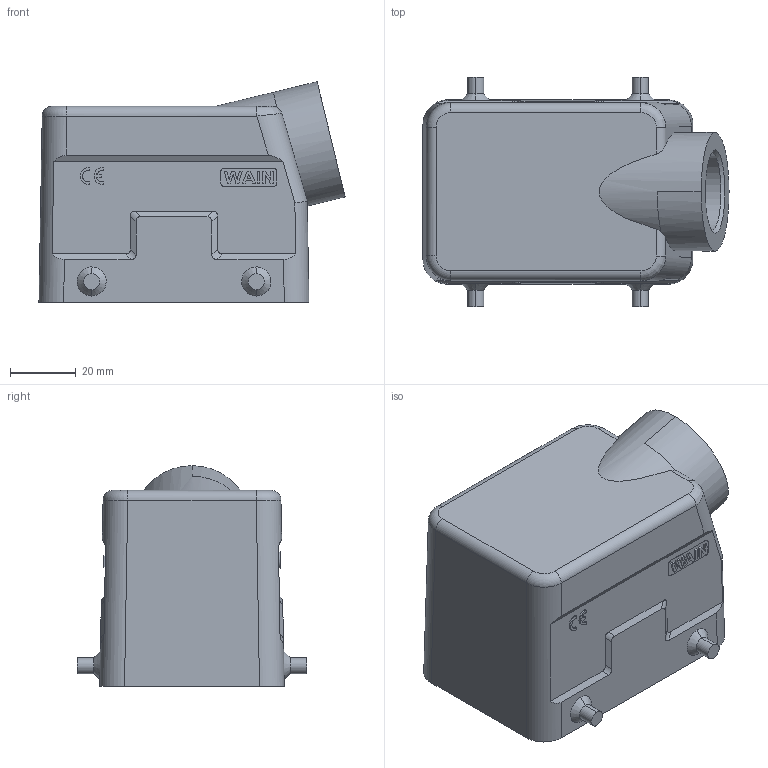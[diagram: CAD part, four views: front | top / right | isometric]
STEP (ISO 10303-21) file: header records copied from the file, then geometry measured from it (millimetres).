
FILE_DESCRIPTION(/* description */ (''),/* implementation_level */ '2;1');
FILE_NAME(/* name */ '3D_1101325301001_W32A-SE-4B-M25_V1.1.stp',/* time_stamp */ '2024-01-04T18:29:23+08:00',/* author */ (''),/* organization */ (''),/* preprocessor_version */ 'ST-DEVELOPER v18.1',/* originating_system */ 'SIEMENS PLM Software NX 1980',/* authorisation */ '');
FILE_SCHEMA (('AUTOMOTIVE_DESIGN { 1 0 10303 214 3 1 1 }','MODEL_BASED_INTEGRATED_MANUFACTURING_SCHEMA'));
Length unit declared in the file: millimetre
Products named in the file (1): 3D_1101325301001_W32A-SE-4B-M25_V1.0_stp
Bounding box: 92.96 x 69.6 x 67 mm (x, y, z)
Volume: 74557.5 mm3; surface area: 40914.2 mm2
Topology: 1 solids, 1 shells, 303 faces, 808 edges, 540 vertices
Faces by surface type: plane 182, cylinder 106, cone 9, sphere 2, bspline 2, torus 2
Full cylindrical faces by diameter (mm): 23.4 x1
Entity records: 10237 total; most frequent: CARTESIAN_POINT 2788, ORIENTED_EDGE 1606, DIRECTION 1408, EDGE_CURVE 803, VERTEX_POINT 539, LINE 536, VECTOR 536, AXIS2_PLACEMENT_3D 436
